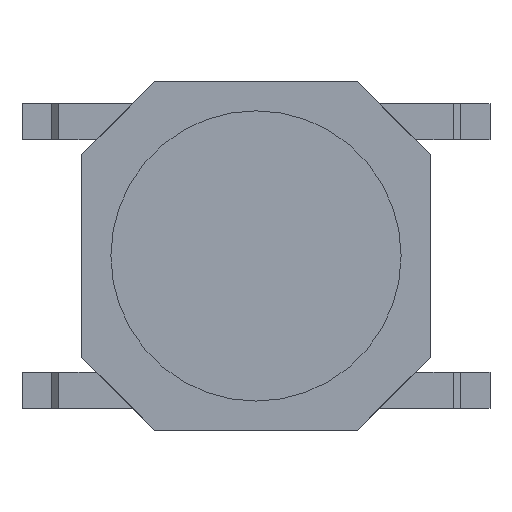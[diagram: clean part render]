
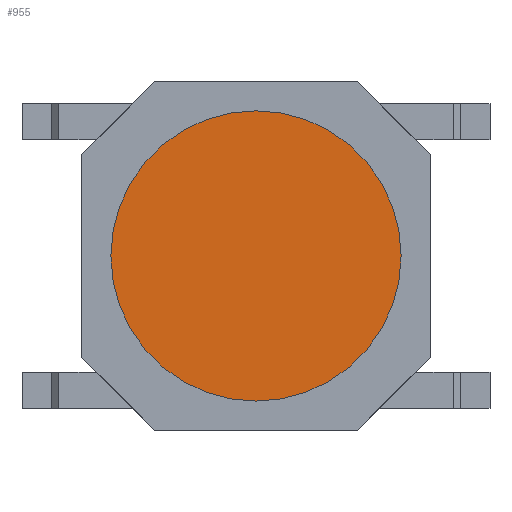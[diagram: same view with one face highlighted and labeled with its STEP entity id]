
A CAD part, top view. The second image highlights one B-rep face of the part: STEP entity #955.
In plain terms, the highlighted planar face has unit normal (0, 0, 1).
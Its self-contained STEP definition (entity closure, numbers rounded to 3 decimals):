
#77=PLANE('',#1033);
#132=FACE_OUTER_BOUND('',#188,.T.);
#188=EDGE_LOOP('',(#898));
#437=CIRCLE('',#1032,2.);
#521=VERTEX_POINT('',#1538);
#647=EDGE_CURVE('',#521,#521,#437,.T.);
#898=ORIENTED_EDGE('',*,*,#647,.T.);
#955=ADVANCED_FACE('',(#132),#77,.T.);
#1032=AXIS2_PLACEMENT_3D('',#1540,#1271,#1272);
#1033=AXIS2_PLACEMENT_3D('',#1541,#1273,#1274);
#1271=DIRECTION('center_axis',(0.,0.,1.));
#1272=DIRECTION('ref_axis',(1.,0.,0.));
#1273=DIRECTION('center_axis',(0.,0.,1.));
#1274=DIRECTION('ref_axis',(1.,0.,0.));
#1538=CARTESIAN_POINT('',(-2.,0.,0.8));
#1540=CARTESIAN_POINT('Origin',(0.,0.,0.8));
#1541=CARTESIAN_POINT('Origin',(0.,0.,0.8));
